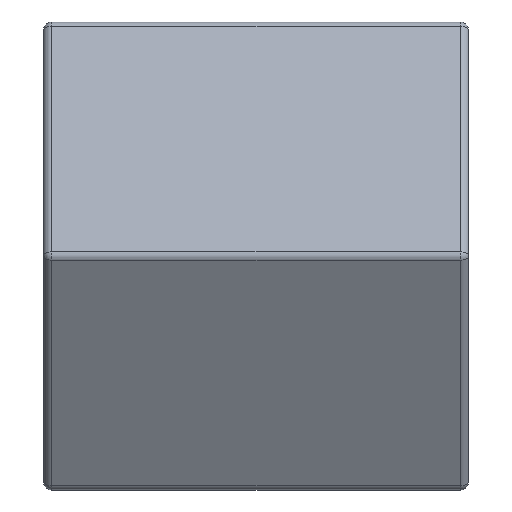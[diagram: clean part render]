
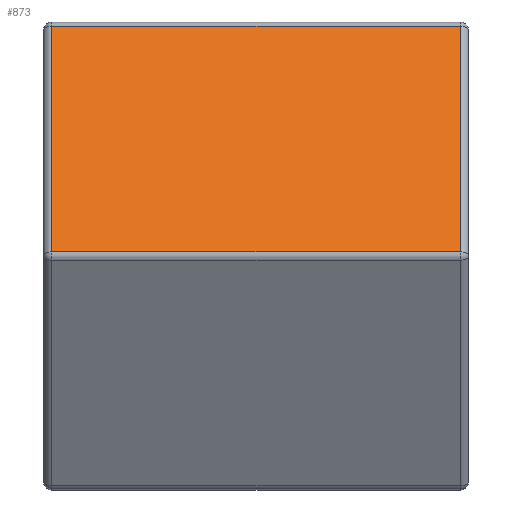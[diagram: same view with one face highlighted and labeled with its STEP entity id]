
A CAD part, front view. The second image highlights one B-rep face of the part: STEP entity #873.
In plain terms, the highlighted planar face has unit normal (0, -0.866, 0.5).
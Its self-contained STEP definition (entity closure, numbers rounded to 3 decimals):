
#32 = LINE ( 'NONE', #645, #561 ) ;
#83 = VECTOR ( 'NONE', #708, 1000. ) ;
#158 = CARTESIAN_POINT ( 'NONE',  ( 4.9, -1.617, 2.7 ) ) ;
#200 = FACE_OUTER_BOUND ( 'NONE', #1096, .T. ) ;
#210 = EDGE_CURVE ( 'NONE', #1176, #632, #1117, .T. ) ;
#213 = EDGE_CURVE ( 'NONE', #883, #268, #879, .T. ) ;
#218 = EDGE_CURVE ( 'NONE', #632, #883, #1093, .T. ) ;
#220 = EDGE_CURVE ( 'NONE', #268, #1176, #32, .T. ) ;
#258 = CARTESIAN_POINT ( 'NONE',  ( 0.1, -3.147, 0.05 ) ) ;
#268 = VERTEX_POINT ( 'NONE', #258 ) ;
#401 = VECTOR ( 'NONE', #687, 1000. ) ;
#561 = VECTOR ( 'NONE', #629, 1000. ) ;
#571 = AXIS2_PLACEMENT_3D ( 'NONE', #885, #904, #733 ) ;
#609 = ORIENTED_EDGE ( 'NONE', *, *, #220, .T. ) ;
#610 = CARTESIAN_POINT ( 'NONE',  ( 4.9, -3.147, 0.05 ) ) ;
#629 = DIRECTION ( 'NONE',  ( 1., 0., 0. ) ) ;
#632 = VERTEX_POINT ( 'NONE', #158 ) ;
#645 = CARTESIAN_POINT ( 'NONE',  ( 5., -3.147, 0.05 ) ) ;
#653 = CARTESIAN_POINT ( 'NONE',  ( 5., -1.617, 2.7 ) ) ;
#687 = DIRECTION ( 'NONE',  ( -1., 0., 0. ) ) ;
#708 = DIRECTION ( 'NONE',  ( 0., 0.5, 0.866 ) ) ;
#715 = CARTESIAN_POINT ( 'NONE',  ( 4.9, -1.588, 2.75 ) ) ;
#733 = DIRECTION ( 'NONE',  ( 0., 0.5, 0.866 ) ) ;
#742 = DIRECTION ( 'NONE',  ( 0., -0.5, -0.866 ) ) ;
#811 = CARTESIAN_POINT ( 'NONE',  ( 0.1, -1.617, 2.7 ) ) ;
#826 = PLANE ( 'NONE',  #571 ) ;
#846 = VECTOR ( 'NONE', #742, 1000. ) ;
#865 = ORIENTED_EDGE ( 'NONE', *, *, #213, .T. ) ;
#873 = ADVANCED_FACE ( 'NONE', ( #200 ), #826, .F. ) ;
#879 = LINE ( 'NONE', #1184, #846 ) ;
#883 = VERTEX_POINT ( 'NONE', #811 ) ;
#885 = CARTESIAN_POINT ( 'NONE',  ( 5., -1.588, 2.75 ) ) ;
#904 = DIRECTION ( 'NONE',  ( 0., 0.866, -0.5 ) ) ;
#1008 = ORIENTED_EDGE ( 'NONE', *, *, #218, .T. ) ;
#1093 = LINE ( 'NONE', #653, #401 ) ;
#1096 = EDGE_LOOP ( 'NONE', ( #1209, #1008, #865, #609 ) ) ;
#1117 = LINE ( 'NONE', #715, #83 ) ;
#1176 = VERTEX_POINT ( 'NONE', #610 ) ;
#1184 = CARTESIAN_POINT ( 'NONE',  ( 0.1, -1.588, 2.75 ) ) ;
#1209 = ORIENTED_EDGE ( 'NONE', *, *, #210, .T. ) ;
